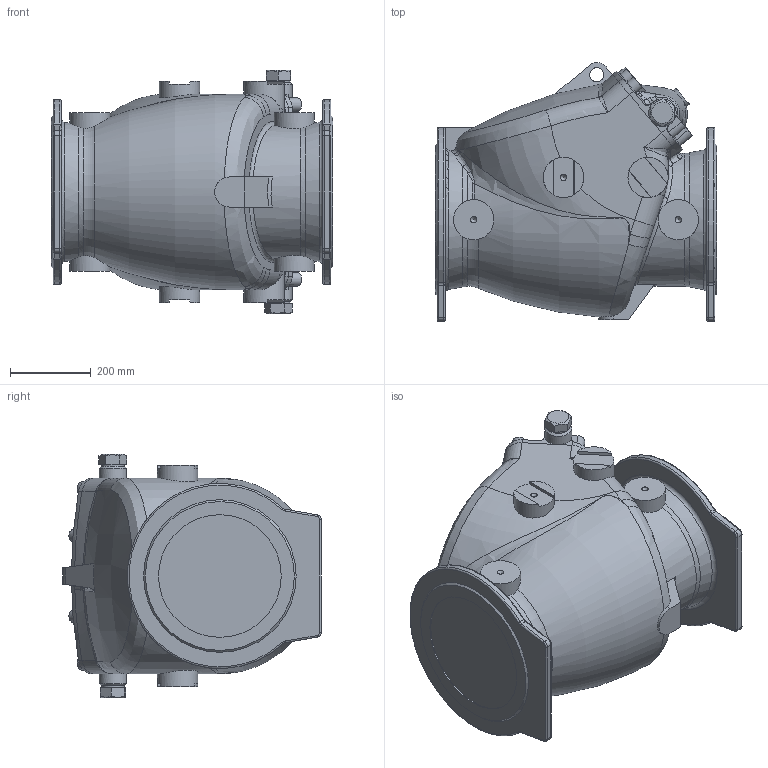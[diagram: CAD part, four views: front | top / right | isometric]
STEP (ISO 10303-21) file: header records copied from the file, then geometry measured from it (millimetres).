
FILE_DESCRIPTION (( 'STEP AP203' ), '1' );
FILE_NAME ('O_41_61_DN300_AA1_step.step', '2016-09-26T06:51:19', ( 'Windows User' ), ( 'AVK' ), 'SwSTEP 2.0', 'SolidWorks 2012', '' );
FILE_SCHEMA (( 'CONFIG_CONTROL_DESIGN' ));
Length unit declared in the file: millimetre
Products named in the file (1): O_41_61_DN300_AA1_step
Bounding box: 699 x 642.46 x 606 mm (x, y, z)
Volume: 128264040.5 mm3; surface area: 1922717.1 mm2
Topology: 1 solids, 1 shells, 353 faces, 923 edges, 572 vertices
Faces by surface type: plane 108, bspline 103, cylinder 85, torus 41, cone 16
Full cylindrical faces by diameter (mm): 35 x1, 52 x1, 56 x2, 68 x2, 100 x8, 304.8 x2
Entity records: 19581 total; most frequent: CARTESIAN_POINT 12196, ORIENTED_EDGE 1728, DIRECTION 1231, EDGE_CURVE 864, VERTEX_POINT 551, AXIS2_PLACEMENT_3D 518, EDGE_LOOP 393, FACE_OUTER_BOUND 370
